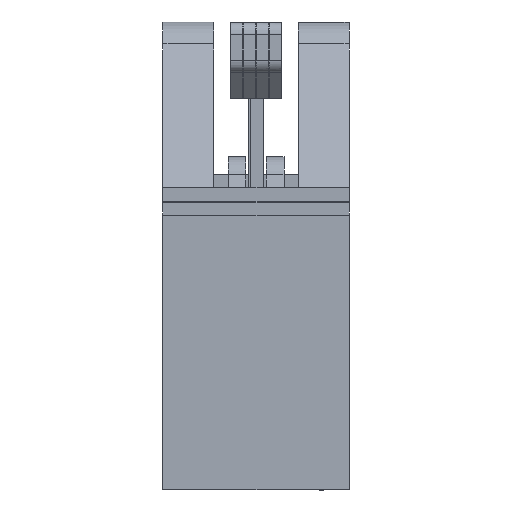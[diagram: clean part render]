
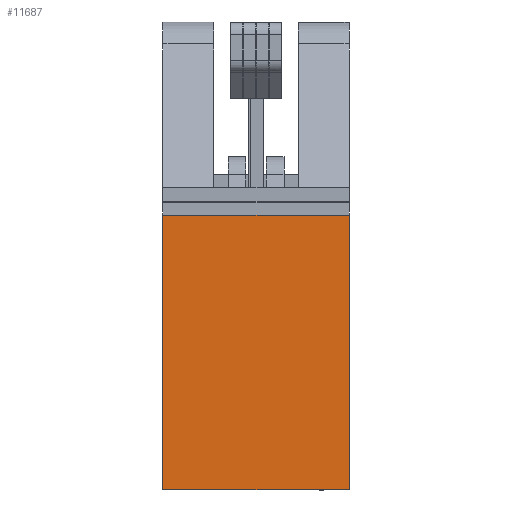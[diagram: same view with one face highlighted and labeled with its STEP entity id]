
A CAD part, left-side view. The second image highlights one B-rep face of the part: STEP entity #11687.
In plain terms, the highlighted planar face has unit normal (-1, 0, 0).
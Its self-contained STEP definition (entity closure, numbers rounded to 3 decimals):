
#11526=CARTESIAN_POINT('Vertex',(-8921.272,407.779,-91.379)) ;
#11529=CARTESIAN_POINT('Line Origine',(-8921.272,454.214,-91.379)) ;
#11533=CARTESIAN_POINT('Vertex',(-8921.272,500.649,-91.379)) ;
#11575=CARTESIAN_POINT('Line Origine',(-8921.272,454.214,45.719)) ;
#11579=CARTESIAN_POINT('Vertex',(-8921.272,407.779,45.719)) ;
#11581=CARTESIAN_POINT('Vertex',(-8921.272,500.649,45.719)) ;
#11659=CARTESIAN_POINT('Line Origine',(-8921.272,407.779,-22.83)) ;
#11671=CARTESIAN_POINT('Axis2P3D Location',(-8921.272,407.779,-91.379)) ;
#11676=CARTESIAN_POINT('Line Origine',(-8921.272,500.649,-22.83)) ;
#11530=DIRECTION('Vector Direction',(0.,1.,0.)) ;
#11576=DIRECTION('Vector Direction',(0.,1.,0.)) ;
#11660=DIRECTION('Vector Direction',(0.,0.,1.)) ;
#11672=DIRECTION('Axis2P3D Direction',(-1.,0.,0.)) ;
#11673=DIRECTION('Axis2P3D XDirection',(0.,0.,1.)) ;
#11677=DIRECTION('Vector Direction',(0.,0.,1.)) ;
#11674=AXIS2_PLACEMENT_3D('Plane Axis2P3D',#11671,#11672,#11673) ;
#11682=ORIENTED_EDGE('',*,*,#11680,.F.) ;
#11683=ORIENTED_EDGE('',*,*,#11535,.F.) ;
#11684=ORIENTED_EDGE('',*,*,#11663,.T.) ;
#11685=ORIENTED_EDGE('',*,*,#11583,.T.) ;
#11531=VECTOR('Line Direction',#11530,1.) ;
#11577=VECTOR('Line Direction',#11576,1.) ;
#11661=VECTOR('Line Direction',#11660,1.) ;
#11678=VECTOR('Line Direction',#11677,1.) ;
#11687=ADVANCED_FACE('Modif.10',(#11686),#11675,.T.) ;
#11535=EDGE_CURVE('',#11527,#11534,#11532,.T.) ;
#11583=EDGE_CURVE('',#11580,#11582,#11578,.T.) ;
#11663=EDGE_CURVE('',#11527,#11580,#11662,.T.) ;
#11680=EDGE_CURVE('',#11534,#11582,#11679,.T.) ;
#11681=EDGE_LOOP('',(#11682,#11683,#11684,#11685)) ;
#11686=FACE_OUTER_BOUND('',#11681,.T.) ;
#11532=LINE('Line',#11529,#11531) ;
#11578=LINE('Line',#11575,#11577) ;
#11662=LINE('Line',#11659,#11661) ;
#11679=LINE('Line',#11676,#11678) ;
#11675=PLANE('Plane',#11674) ;
#11527=VERTEX_POINT('',#11526) ;
#11534=VERTEX_POINT('',#11533) ;
#11580=VERTEX_POINT('',#11579) ;
#11582=VERTEX_POINT('',#11581) ;
